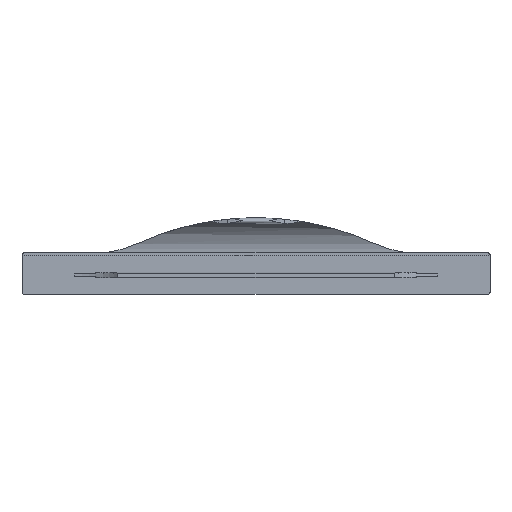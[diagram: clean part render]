
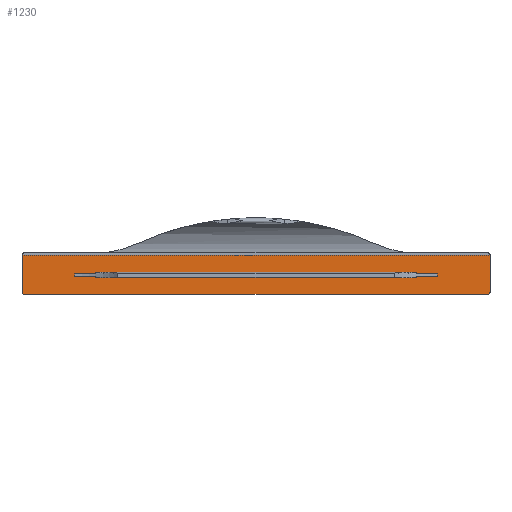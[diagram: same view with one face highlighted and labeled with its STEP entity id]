
A CAD part, front view. The second image highlights one B-rep face of the part: STEP entity #1230.
In plain terms, the highlighted planar face has unit normal (0, -1, 0).
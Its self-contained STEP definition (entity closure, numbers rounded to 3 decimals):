
#200=CARTESIAN_POINT('',(-121.5,-3.,0.));
#210=VERTEX_POINT('',#200);
#240=CARTESIAN_POINT('',(0.,-3.,0.));
#250=DIRECTION('',(-1.,0.,0.));
#260=VECTOR('',#250,1.);
#270=LINE('',#240,#260);
#280=CARTESIAN_POINT('',(121.5,-3.,0.));
#290=VERTEX_POINT('',#280);
#300=EDGE_CURVE('',#290,#210,#270,.T.);
#410=CARTESIAN_POINT('',(147.,-3.,-3.9));
#420=DIRECTION('',(0.,1.,0.));
#430=DIRECTION('',(0.,0.,1.));
#440=AXIS2_PLACEMENT_3D('',#410,#420,#430);
#450=PLANE('',#440);
#460=CARTESIAN_POINT('',(-94.861,-3.,0.));
#470=DIRECTION('',(0.,0.,1.));
#480=VECTOR('',#470,1.);
#490=LINE('',#460,#480);
#500=CARTESIAN_POINT('',(-94.861,-3.,9.4));
#510=VERTEX_POINT('',#500);
#520=CARTESIAN_POINT('',(-94.861,-3.,10.6));
#530=VERTEX_POINT('',#520);
#540=EDGE_CURVE('',#510,#530,#490,.T.);
#550=ORIENTED_EDGE('',*,*,#540,.T.);
#560=CARTESIAN_POINT('',(0.,-3.,9.4));
#570=DIRECTION('',(1.,0.,0.));
#580=VECTOR('',#570,1.);
#590=LINE('',#560,#580);
#600=CARTESIAN_POINT('',(94.861,-3.,9.4));
#610=VERTEX_POINT('',#600);
#620=EDGE_CURVE('',#510,#610,#590,.T.);
#630=ORIENTED_EDGE('',*,*,#620,.F.);
#640=CARTESIAN_POINT('',(94.861,-3.,0.));
#650=DIRECTION('',(0.,0.,1.));
#660=VECTOR('',#650,1.);
#670=LINE('',#640,#660);
#680=CARTESIAN_POINT('',(94.861,-3.,10.6));
#690=VERTEX_POINT('',#680);
#700=EDGE_CURVE('',#610,#690,#670,.T.);
#710=ORIENTED_EDGE('',*,*,#700,.F.);
#720=CARTESIAN_POINT('',(0.,-3.,10.6));
#730=DIRECTION('',(-1.,0.,0.));
#740=VECTOR('',#730,1.);
#750=LINE('',#720,#740);
#760=EDGE_CURVE('',#690,#530,#750,.T.);
#770=ORIENTED_EDGE('',*,*,#760,.F.);
#780=EDGE_LOOP('',(#770,#710,#630,#550));
#790=FACE_BOUND('',#780,.T.);
#800=CARTESIAN_POINT('',(121.5,-3.,1.));
#810=DIRECTION('',(0.,1.,0.));
#820=DIRECTION('',(1.,0.,0.));
#830=AXIS2_PLACEMENT_3D('',#800,#810,#820);
#840=CIRCLE('',#830,1.);
#850=CARTESIAN_POINT('',(122.5,-3.,1.));
#860=VERTEX_POINT('',#850);
#870=EDGE_CURVE('',#860,#290,#840,.T.);
#880=ORIENTED_EDGE('',*,*,#870,.F.);
#890=ORIENTED_EDGE('',*,*,#300,.F.);
#900=CARTESIAN_POINT('',(-121.5,-3.,1.));
#910=DIRECTION('',(0.,-1.,0.));
#920=DIRECTION('',(-1.,0.,0.));
#930=AXIS2_PLACEMENT_3D('',#900,#910,#920);
#940=CIRCLE('',#930,1.);
#950=CARTESIAN_POINT('',(-122.5,-3.,1.));
#960=VERTEX_POINT('',#950);
#970=EDGE_CURVE('',#960,#210,#940,.T.);
#980=ORIENTED_EDGE('',*,*,#970,.T.);
#990=CARTESIAN_POINT('',(-122.5,-3.,0.));
#1000=DIRECTION('',(0.,0.,-1.));
#1010=VECTOR('',#1000,1.);
#1020=LINE('',#990,#1010);
#1030=CARTESIAN_POINT('',(-122.5,-3.,20.5));
#1040=VERTEX_POINT('',#1030);
#1050=EDGE_CURVE('',#1040,#960,#1020,.T.);
#1060=ORIENTED_EDGE('',*,*,#1050,.T.);
#1070=CARTESIAN_POINT('',(147.,-3.,20.5));
#1080=DIRECTION('',(-1.,0.,0.));
#1090=VECTOR('',#1080,1.);
#1100=LINE('',#1070,#1090);
#1110=CARTESIAN_POINT('',(122.5,-3.,20.5));
#1120=VERTEX_POINT('',#1110);
#1130=EDGE_CURVE('',#1120,#1040,#1100,.T.);
#1140=ORIENTED_EDGE('',*,*,#1130,.T.);
#1150=CARTESIAN_POINT('',(122.5,-3.,0.));
#1160=DIRECTION('',(0.,0.,1.));
#1170=VECTOR('',#1160,1.);
#1180=LINE('',#1150,#1170);
#1190=EDGE_CURVE('',#860,#1120,#1180,.T.);
#1200=ORIENTED_EDGE('',*,*,#1190,.T.);
#1210=EDGE_LOOP('',(#1200,#1140,#1060,#980,#890,#880));
#1220=FACE_OUTER_BOUND('',#1210,.T.);
#1230=ADVANCED_FACE('',(#790,#1220),#450,.F.);
